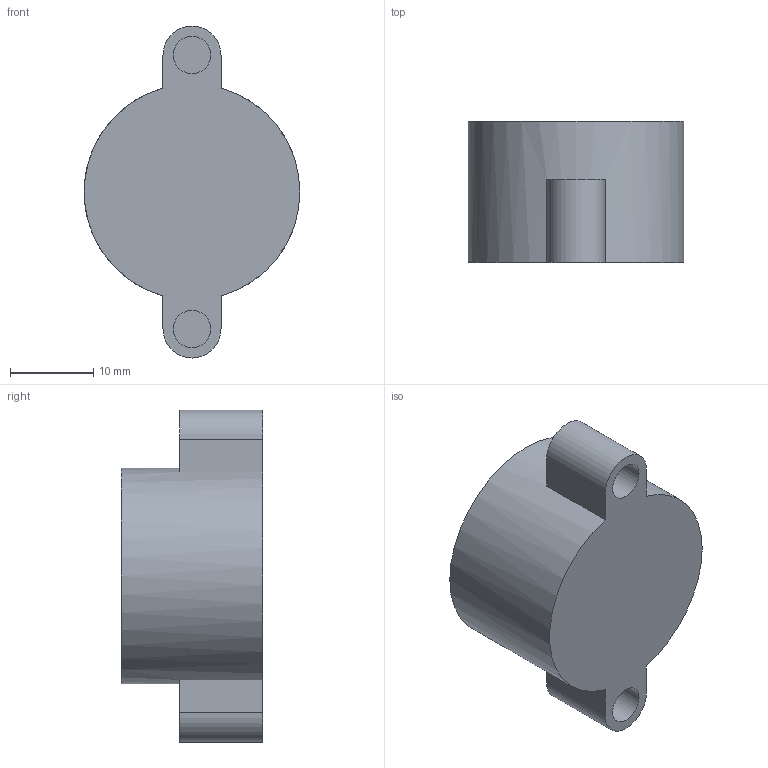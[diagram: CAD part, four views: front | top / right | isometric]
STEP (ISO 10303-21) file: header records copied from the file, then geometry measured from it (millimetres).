
FILE_DESCRIPTION(/* description */ (''),/* implementation_level */ '2;1');
FILE_NAME(/* name */ '3 - Holder waste, v-vial low.stp',/* time_stamp */ '2023-06-26T15:31:24+02:00',/* author */ ('3D'),/* organization */ (''),/* preprocessor_version */ 'ST-DEVELOPER v18.1',/* originating_system */ 'Autodesk Inventor 2022',/* authorisation */ '');
FILE_SCHEMA (('AUTOMOTIVE_DESIGN { 1 0 10303 214 3 1 1 }'));
Length unit declared in the file: millimetre
Products named in the file (1): Holder waste
Bounding box: 26 x 17 x 40 mm (x, y, z)
Volume: 4987.8 mm3; surface area: 4007.6 mm2
Topology: 1 solids, 1 shells, 17 faces, 36 edges, 24 vertices
Faces by surface type: plane 11, cylinder 6
Full cylindrical faces by diameter (mm): 4.5 x2, 20 x1, 26 x1
Entity records: 507 total; most frequent: DIRECTION 88, CARTESIAN_POINT 78, ORIENTED_EDGE 72, EDGE_CURVE 36, AXIS2_PLACEMENT_3D 34, VERTEX_POINT 24, EDGE_LOOP 20, LINE 20
